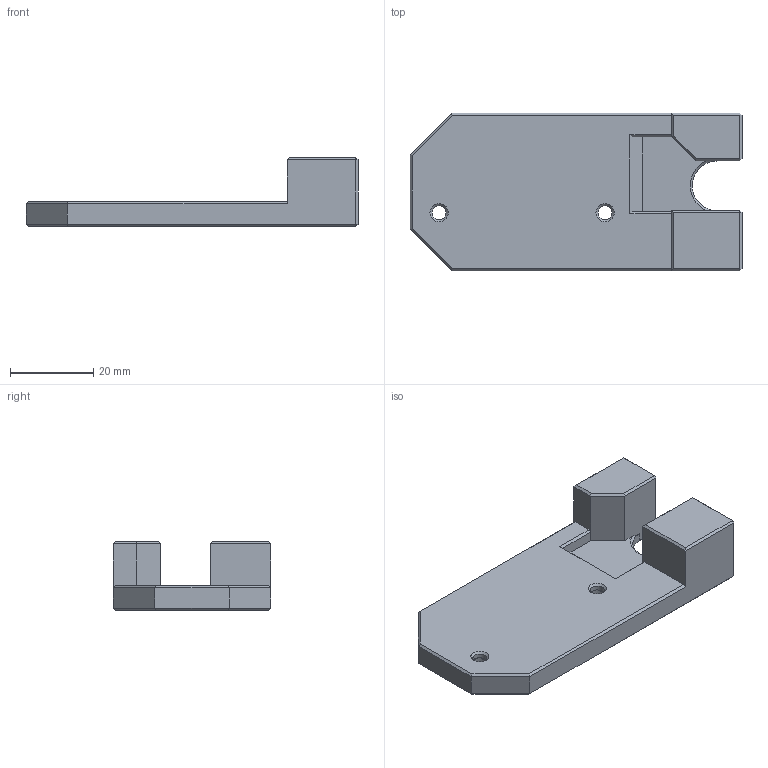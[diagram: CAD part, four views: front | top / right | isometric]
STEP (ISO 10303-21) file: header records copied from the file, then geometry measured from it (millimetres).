
FILE_DESCRIPTION(/* description */ (''),/* implementation_level */ '2;1');
FILE_NAME(/* name */ 'Electronics Box Top Cover v2.step',/* time_stamp */ '2025-09-15T10:44:14-04:00',/* author */ (''),/* organization */ (''),/* preprocessor_version */ 'ST-DEVELOPER v20.1',/* originating_system */ 'Autodesk Translation Framework v14.17.0.0',/* authorisation */ '');
FILE_SCHEMA (('AUTOMOTIVE_DESIGN { 1 0 10303 214 3 1 1 }'));
Length unit declared in the file: millimetre
Products named in the file (1): Electronics Box Top Cover
Bounding box: 80 x 38 x 16.6 mm (x, y, z)
Volume: 20288.4 mm3; surface area: 8373 mm2
Topology: 1 solids, 1 shells, 92 faces, 216 edges, 126 vertices
Faces by surface type: plane 81, cone 6, cylinder 5
Full cylindrical faces by diameter (mm): 3.4 x2, 6 x2
Entity records: 2577 total; most frequent: CARTESIAN_POINT 439, ORIENTED_EDGE 432, DIRECTION 430, EDGE_CURVE 216, LINE 184, VECTOR 184, VERTEX_POINT 126, AXIS2_PLACEMENT_3D 123
